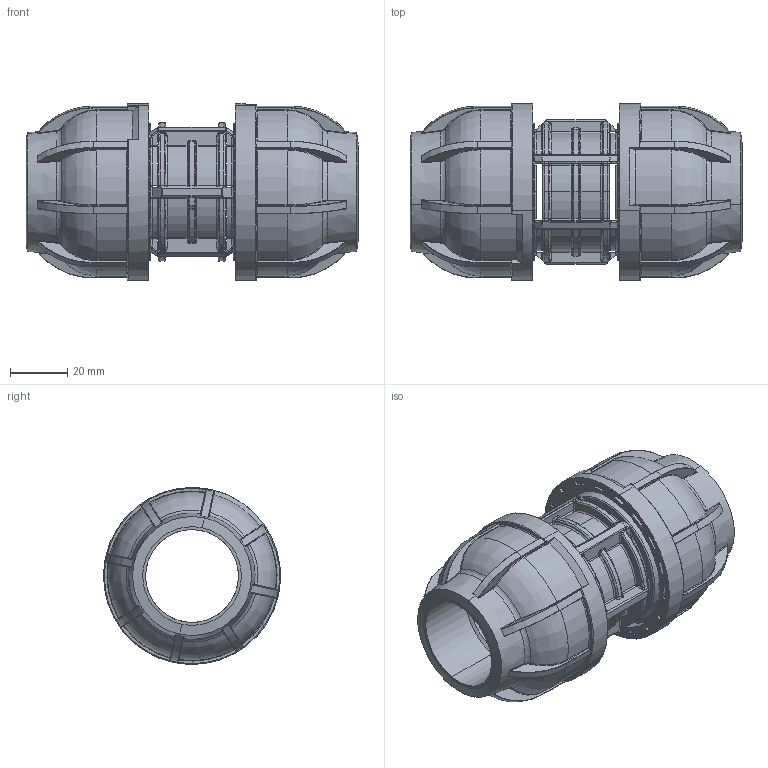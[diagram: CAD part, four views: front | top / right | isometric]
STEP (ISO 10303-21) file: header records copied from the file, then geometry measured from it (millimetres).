
FILE_DESCRIPTION (( 'STEP AP203' ), '1' );
FILE_NAME ('R210.032.032.step', '2013-11-19T09:08:09', ( 'Alusic' ), ( 'Alusic' ), 'SwSTEP 2.0', 'SolidWorks 2011', '' );
FILE_SCHEMA (( 'CONFIG_CONTROL_DESIGN' ));
Length unit declared in the file: millimetre
Products named in the file (1): R210.032.032
Bounding box: 116.3 x 61.98 x 61.98 mm (x, y, z)
Surface area: 48101.7 mm2 (no closed solid volume)
Topology: 0 solids, 9 shells, 1645 faces, 4882 edges, 2942 vertices
Faces by surface type: cylinder 525, bspline 365, torus 339, plane 276, sphere 110, cone 30
Entity records: 70294 total; most frequent: CARTESIAN_POINT 30735, DIRECTION 8154, ORIENTED_EDGE 7982, EDGE_CURVE 4820, AXIS2_PLACEMENT_3D 3522, VERTEX_POINT 2942, CIRCLE 2241, EDGE_LOOP 1651
